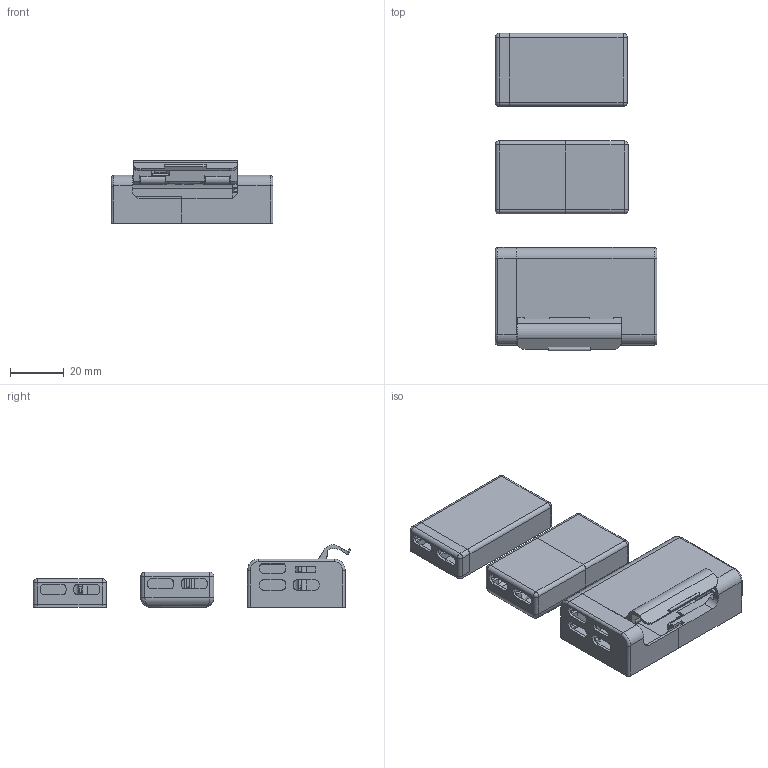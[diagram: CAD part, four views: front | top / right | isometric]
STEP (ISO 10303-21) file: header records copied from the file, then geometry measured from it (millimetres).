
FILE_DESCRIPTION(/* description */ (''),/* implementation_level */ '2;1');
FILE_NAME(/* name */ 'VersaSens_Design_Distributed_.step',/* time_stamp */ '2024-08-30T14:02:58+02:00',/* author */ (''),/* organization */ (''),/* preprocessor_version */ 'ST-DEVELOPER v20',/* originating_system */ 'Autodesk Translation Framework v13.14.0.145',/* authorisation */ '');
FILE_SCHEMA (('AUTOMOTIVE_DESIGN { 1 0 10303 214 3 1 1 }'));
Length unit declared in the file: millimetre
Products named in the file (2): VersaSens_Distributed; main_back
Assembly tree (1 placements, depth 2):
  VersaSens_Distributed
    main_back
Bounding box: 60.2 x 118.06 x 23.21 mm (x, y, z)
Volume: 21339.6 mm3; surface area: 32929.9 mm2
Topology: 7 solids, 7 shells, 761 faces, 2141 edges, 1384 vertices
Faces by surface type: plane 555, cylinder 153, sphere 18, bspline 17, torus 16, cone 2
Full cylindrical faces by diameter (mm): 2 x4, 2.4 x4
Entity records: 25941 total; most frequent: CARTESIAN_POINT 6114, ORIENTED_EDGE 4254, DIRECTION 3932, EDGE_CURVE 2127, LINE 1660, VECTOR 1660, VERTEX_POINT 1384, AXIS2_PLACEMENT_3D 1136
